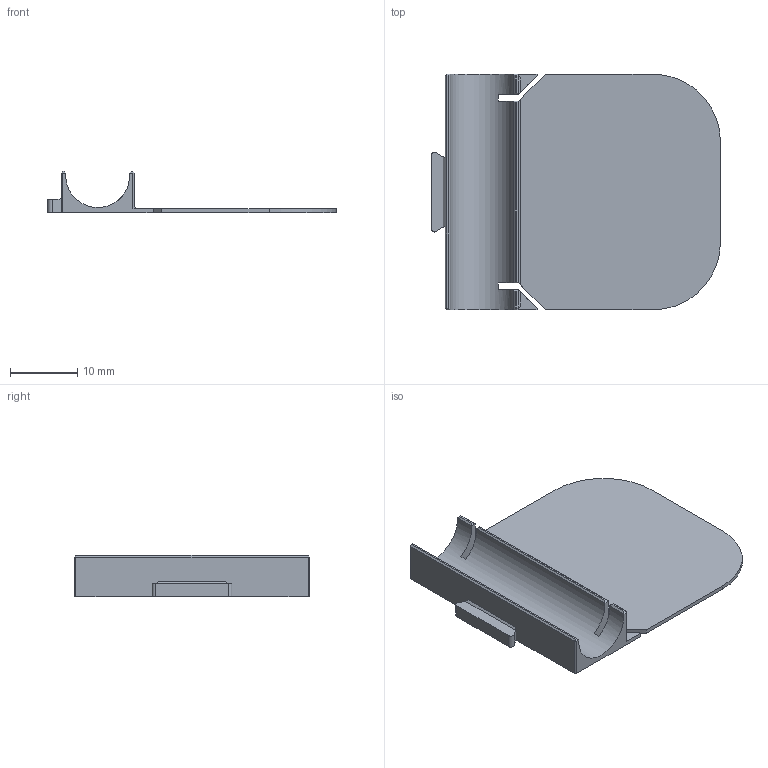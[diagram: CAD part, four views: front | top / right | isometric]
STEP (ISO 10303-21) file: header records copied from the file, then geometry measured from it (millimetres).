
FILE_DESCRIPTION(('FreeCAD Model'),'2;1');
FILE_NAME('Open CASCADE Shape Model','2023-04-25T00:47:12',(''),(''), 'Open CASCADE STEP processor 7.6','FreeCAD','Unknown');
FILE_SCHEMA(('AUTOMOTIVE_DESIGN { 1 0 10303 214 1 1 1 1 }'));
Length unit declared in the file: millimetre
Products named in the file (1): clip
Bounding box: 42.92 x 35 x 6.12 mm (x, y, z)
Volume: 1513.7 mm3; surface area: 3559.8 mm2
Topology: 1 solids, 1 shells, 66 faces, 182 edges, 118 vertices
Faces by surface type: plane 58, cylinder 5, bspline 3
Entity records: 4587 total; most frequent: CARTESIAN_POINT 981, DIRECTION 646, LINE 464, VECTOR 464, ORIENTED_EDGE 364, PCURVE 364, DEFINITIONAL_REPRESENTATION 364, EDGE_CURVE 182
